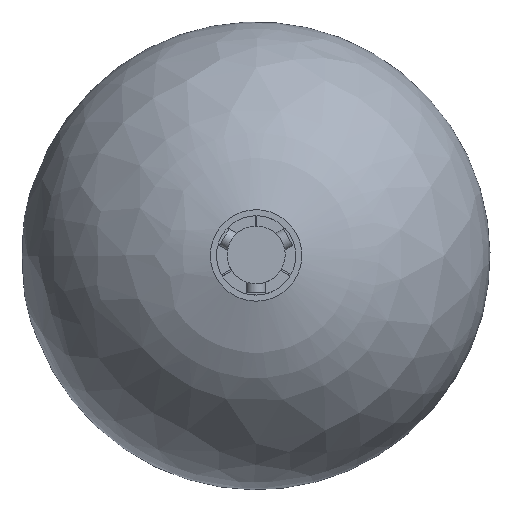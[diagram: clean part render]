
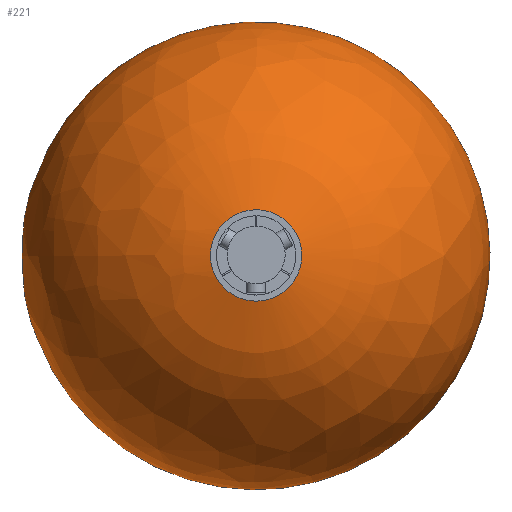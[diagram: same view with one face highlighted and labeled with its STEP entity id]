
A CAD part, top view. The second image highlights one B-rep face of the part: STEP entity #221.
In plain terms, the highlighted free-form (B-spline) face has degree [2, 2] with [3, 9] control points.
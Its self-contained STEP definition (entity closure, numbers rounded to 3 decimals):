
#221=ADVANCED_FACE('',(#351),#2031,.T.);
#351=FACE_OUTER_BOUND('',#481,.T.);
#481=EDGE_LOOP('',(#935,#936,#937,#938));
#935=ORIENTED_EDGE('',*,*,#1345,.T.);
#936=ORIENTED_EDGE('',*,*,#1340,.F.);
#937=ORIENTED_EDGE('',*,*,#1339,.F.);
#938=ORIENTED_EDGE('',*,*,#1340,.T.);
#1339=EDGE_CURVE('',#1874,#1874,#1659,.T.);
#1340=EDGE_CURVE('',#1874,#1878,#1660,.T.);
#1345=EDGE_CURVE('',#1878,#1878,#1662,.T.);
#1659=(
BOUNDED_CURVE()
B_SPLINE_CURVE(2,(#3373,#3374,#3375,#3376,#3377,#3378,#3379,#3380,#3381),
 .UNSPECIFIED.,.T.,.F.)
B_SPLINE_CURVE_WITH_KNOTS((3,2,2,2,3),(0.,728.417,1456.834,
2185.251,2913.668),.UNSPECIFIED.)
CURVE()
GEOMETRIC_REPRESENTATION_ITEM()
RATIONAL_B_SPLINE_CURVE((1.,0.707,1.,0.707,1.,0.707,
1.,0.707,1.))
REPRESENTATION_ITEM('')
);
#1660=(
BOUNDED_CURVE()
B_SPLINE_CURVE(2,(#3382,#3383,#3384),.UNSPECIFIED.,.F.,.F.)
B_SPLINE_CURVE_WITH_KNOTS((3,3),(0.,679.098),.UNSPECIFIED.)
CURVE()
GEOMETRIC_REPRESENTATION_ITEM()
RATIONAL_B_SPLINE_CURVE((1.,0.743,1.))
REPRESENTATION_ITEM('')
);
#1662=(
BOUNDED_CURVE()
B_SPLINE_CURVE(2,(#3401,#3402,#3403,#3404,#3405,#3406,#3407,#3408,#3409),
 .UNSPECIFIED.,.T.,.F.)
B_SPLINE_CURVE_WITH_KNOTS((3,2,2,2,3),(0.,728.417,1456.834,
2185.251,2913.668),.UNSPECIFIED.)
CURVE()
GEOMETRIC_REPRESENTATION_ITEM()
RATIONAL_B_SPLINE_CURVE((1.,0.707,1.,0.707,1.,0.707,
1.,0.707,1.))
REPRESENTATION_ITEM('')
);
#1874=VERTEX_POINT('',#3368);
#1878=VERTEX_POINT('',#3372);
#2031=(
BOUNDED_SURFACE()
B_SPLINE_SURFACE(2,2,((#3242,#3243,#3244,#3245,#3246,#3247,#3248,#3249,
#3250),(#3251,#3252,#3253,#3254,#3255,#3256,#3257,#3258,#3259),(#3260,#3261,
#3262,#3263,#3264,#3265,#3266,#3267,#3268)),.UNSPECIFIED.,.F.,.F.,.F.)
B_SPLINE_SURFACE_WITH_KNOTS((3,3),(3,2,2,2,3),(0.,679.098),(0.,
728.417,1456.834,2185.251,2913.668),
 .UNSPECIFIED.)
GEOMETRIC_REPRESENTATION_ITEM()
RATIONAL_B_SPLINE_SURFACE(((1.,0.707,1.,0.707,1.,
0.707,1.,0.707,1.),(0.743,0.526,
0.743,0.526,0.743,0.526,
0.743,0.526,0.743),(1.,0.707,
1.,0.707,1.,0.707,1.,0.707,1.)))
REPRESENTATION_ITEM('')
SURFACE()
);
#3242=CARTESIAN_POINT('',(-461.968,0.,0.));
#3243=CARTESIAN_POINT('',(-461.968,461.968,0.));
#3244=CARTESIAN_POINT('',(0.,461.968,0.));
#3245=CARTESIAN_POINT('',(461.968,461.968,0.));
#3246=CARTESIAN_POINT('',(461.968,0.,0.));
#3247=CARTESIAN_POINT('',(461.968,-461.968,0.));
#3248=CARTESIAN_POINT('',(0.,-461.968,0.));
#3249=CARTESIAN_POINT('',(-461.968,-461.968,0.));
#3250=CARTESIAN_POINT('',(-461.968,0.,0.));
#3251=CARTESIAN_POINT('',(-499.765,0.,415.739));
#3252=CARTESIAN_POINT('',(-499.765,499.765,415.739));
#3253=CARTESIAN_POINT('',(0.,499.765,415.739));
#3254=CARTESIAN_POINT('',(499.765,499.765,415.739));
#3255=CARTESIAN_POINT('',(499.765,0.,415.739));
#3256=CARTESIAN_POINT('',(499.765,-499.765,415.739));
#3257=CARTESIAN_POINT('',(0.,-499.765,415.739));
#3258=CARTESIAN_POINT('',(-499.765,-499.765,415.739));
#3259=CARTESIAN_POINT('',(-499.765,0.,415.739));
#3260=CARTESIAN_POINT('',(-90.297,0.,497.));
#3261=CARTESIAN_POINT('',(-90.297,90.297,497.));
#3262=CARTESIAN_POINT('',(0.,90.297,497.));
#3263=CARTESIAN_POINT('',(90.297,90.297,497.));
#3264=CARTESIAN_POINT('',(90.297,0.,497.));
#3265=CARTESIAN_POINT('',(90.297,-90.297,497.));
#3266=CARTESIAN_POINT('',(0.,-90.297,497.));
#3267=CARTESIAN_POINT('',(-90.297,-90.297,497.));
#3268=CARTESIAN_POINT('',(-90.297,0.,497.));
#3368=CARTESIAN_POINT('',(-461.968,0.,0.));
#3372=CARTESIAN_POINT('',(-90.297,0.,497.));
#3373=CARTESIAN_POINT('',(-461.968,0.,0.));
#3374=CARTESIAN_POINT('',(-461.968,461.968,0.));
#3375=CARTESIAN_POINT('',(0.,461.968,0.));
#3376=CARTESIAN_POINT('',(461.968,461.968,0.));
#3377=CARTESIAN_POINT('',(461.968,0.,0.));
#3378=CARTESIAN_POINT('',(461.968,-461.968,0.));
#3379=CARTESIAN_POINT('',(0.,-461.968,0.));
#3380=CARTESIAN_POINT('',(-461.968,-461.968,0.));
#3381=CARTESIAN_POINT('',(-461.968,0.,0.));
#3382=CARTESIAN_POINT('',(-461.968,0.,0.));
#3383=CARTESIAN_POINT('',(-499.765,0.,415.739));
#3384=CARTESIAN_POINT('',(-90.297,0.,497.));
#3401=CARTESIAN_POINT('',(-90.297,0.,497.));
#3402=CARTESIAN_POINT('',(-90.297,90.297,497.));
#3403=CARTESIAN_POINT('',(0.,90.297,497.));
#3404=CARTESIAN_POINT('',(90.297,90.297,497.));
#3405=CARTESIAN_POINT('',(90.297,0.,497.));
#3406=CARTESIAN_POINT('',(90.297,-90.297,497.));
#3407=CARTESIAN_POINT('',(0.,-90.297,497.));
#3408=CARTESIAN_POINT('',(-90.297,-90.297,497.));
#3409=CARTESIAN_POINT('',(-90.297,0.,497.));
